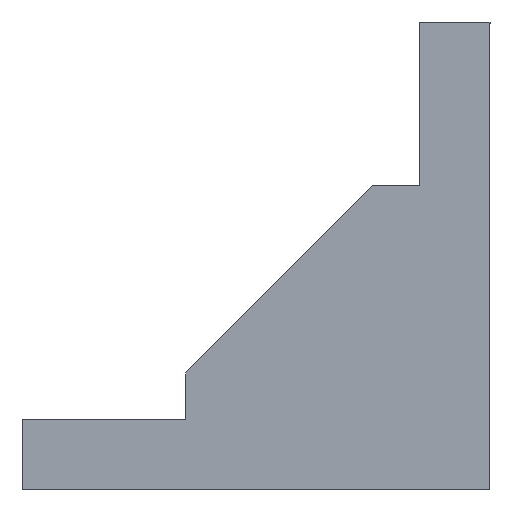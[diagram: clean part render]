
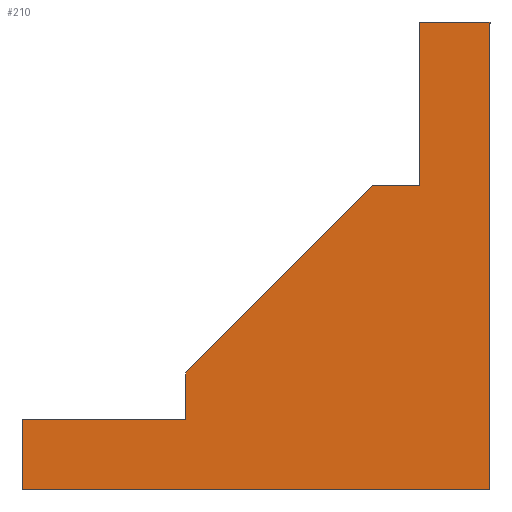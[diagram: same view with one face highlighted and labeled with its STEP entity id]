
A CAD part, left-side view. The second image highlights one B-rep face of the part: STEP entity #210.
In plain terms, the highlighted planar face has unit normal (-1, 0, 0).
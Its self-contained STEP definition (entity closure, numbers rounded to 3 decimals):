
#210=ADVANCED_FACE('',(#806),#808,.T.);
#806=FACE_BOUND('',#807,.T.);
#807=EDGE_LOOP('',(#1318,#1319,#1320,#1321,#1322,#1323,#1324,#1325,#1326));
#808=PLANE('',#809);
#809=AXIS2_PLACEMENT_3D('',#810,#811,#812);
#810=CARTESIAN_POINT('',(-20.,10.,0.));
#811=DIRECTION('',(-1.,0.,0.));
#812=DIRECTION('',(0.,-1.,0.));
#1318=ORIENTED_EDGE('',*,*,#1673,.F.);
#1319=ORIENTED_EDGE('',*,*,#1674,.F.);
#1320=ORIENTED_EDGE('',*,*,#1576,.F.);
#1321=ORIENTED_EDGE('',*,*,#1672,.F.);
#1322=ORIENTED_EDGE('',*,*,#1606,.T.);
#1323=ORIENTED_EDGE('',*,*,#1675,.T.);
#1324=ORIENTED_EDGE('',*,*,#1676,.F.);
#1325=ORIENTED_EDGE('',*,*,#1677,.F.);
#1326=ORIENTED_EDGE('',*,*,#1678,.F.);
#1576=EDGE_CURVE('',#1773,#1775,#1776,.T.);
#1606=EDGE_CURVE('',#1834,#1835,#1836,.T.);
#1672=EDGE_CURVE('',#1834,#1773,#1938,.T.);
#1673=EDGE_CURVE('',#1939,#1940,#1941,.F.);
#1674=EDGE_CURVE('',#1775,#1939,#1942,.T.);
#1675=EDGE_CURVE('',#1835,#1943,#1944,.T.);
#1676=EDGE_CURVE('',#1945,#1943,#1946,.T.);
#1677=EDGE_CURVE('',#1947,#1945,#1948,.T.);
#1678=EDGE_CURVE('',#1940,#1947,#1949,.T.);
#1773=VERTEX_POINT('',#2105);
#1775=VERTEX_POINT('',#2109);
#1776=LINE('',#2110,#2111);
#1834=VERTEX_POINT('',#2242);
#1835=VERTEX_POINT('',#2243);
#1836=LINE('',#2244,#2245);
#1938=LINE('',#2492,#2493);
#1939=VERTEX_POINT('',#2495);
#1940=VERTEX_POINT('',#2496);
#1941=LINE('',#2497,#2498);
#1942=LINE('',#2500,#2501);
#1943=VERTEX_POINT('',#2503);
#1944=LINE('',#2504,#2505);
#1945=VERTEX_POINT('',#2507);
#1946=LINE('',#2508,#2509);
#1947=VERTEX_POINT('',#2511);
#1948=LINE('',#2512,#2513);
#1949=LINE('',#2515,#2516);
#2105=CARTESIAN_POINT('',(-20.,10.,3.));
#2109=CARTESIAN_POINT('',(-20.,3.,3.));
#2110=CARTESIAN_POINT('',(-20.,10.,3.));
#2111=VECTOR('',#2112,1.);
#2112=DIRECTION('',(0.,-1.,0.));
#2242=CARTESIAN_POINT('',(-20.,10.,0.));
#2243=CARTESIAN_POINT('',(-20.,-10.,0.));
#2244=CARTESIAN_POINT('',(-20.,10.,0.));
#2245=VECTOR('',#2246,1.);
#2246=DIRECTION('',(0.,-1.,0.));
#2492=CARTESIAN_POINT('',(-20.,10.,0.));
#2493=VECTOR('',#2494,1.);
#2494=DIRECTION('',(0.,0.,1.));
#2495=CARTESIAN_POINT('',(-20.,3.,5.));
#2496=CARTESIAN_POINT('',(-20.,-5.,13.));
#2497=CARTESIAN_POINT('',(-20.,-5.,13.));
#2498=VECTOR('',#2499,1.);
#2499=DIRECTION('',(0.,0.707,-0.707));
#2500=CARTESIAN_POINT('',(-20.,3.,3.));
#2501=VECTOR('',#2502,1.);
#2502=DIRECTION('',(0.,0.,1.));
#2503=CARTESIAN_POINT('',(-20.,-10.,20.));
#2504=CARTESIAN_POINT('',(-20.,-10.,0.));
#2505=VECTOR('',#2506,1.);
#2506=DIRECTION('',(0.,0.,1.));
#2507=CARTESIAN_POINT('',(-20.,-7.,20.));
#2508=CARTESIAN_POINT('',(-20.,-7.,20.));
#2509=VECTOR('',#2510,1.);
#2510=DIRECTION('',(0.,-1.,0.));
#2511=CARTESIAN_POINT('',(-20.,-7.,13.));
#2512=CARTESIAN_POINT('',(-20.,-7.,13.));
#2513=VECTOR('',#2514,1.);
#2514=DIRECTION('',(0.,0.,1.));
#2515=CARTESIAN_POINT('',(-20.,-5.,13.));
#2516=VECTOR('',#2517,1.);
#2517=DIRECTION('',(0.,-1.,0.));
